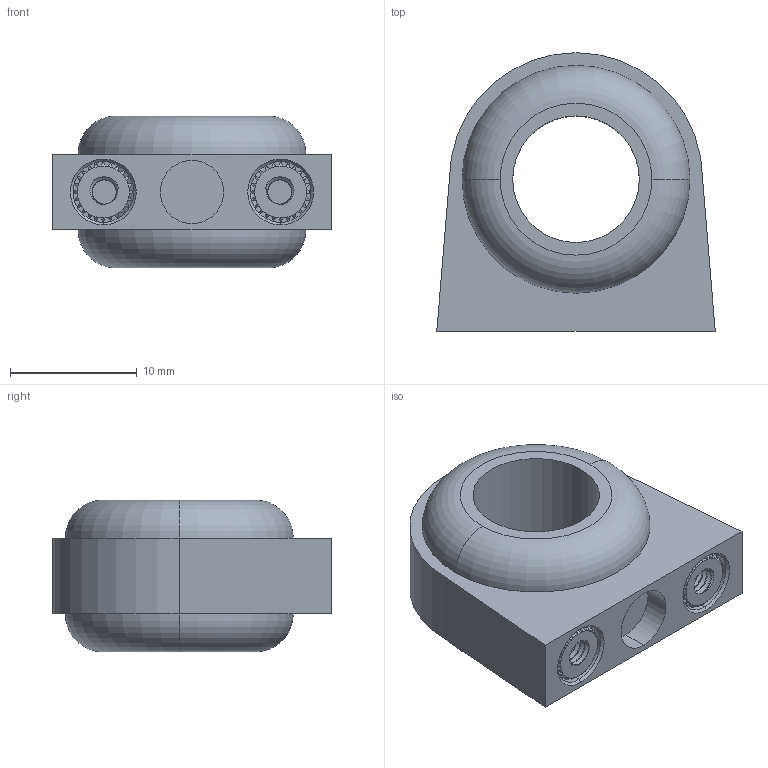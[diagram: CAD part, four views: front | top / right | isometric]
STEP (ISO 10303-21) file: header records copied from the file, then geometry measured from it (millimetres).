
FILE_DESCRIPTION (( 'STEP AP203' ), '1' );
FILE_NAME ('hanger_Predeterminado_sldprt.STEP', '2024-07-08T06:14:20', ( '' ), ( '' ), 'SwSTEP 2.0', 'SolidWorks 2024', '' );
FILE_SCHEMA (( 'CONFIG_CONTROL_DESIGN' ));
Length unit declared in the file: millimetre
Products named in the file (1): hanger_Predeterminado_sldprt
Bounding box: 22 x 22 x 12 mm (x, y, z)
Volume: 3117.3 mm3; surface area: 2813.6 mm2
Topology: 4 solids, 4 shells, 349 faces, 1094 edges, 756 vertices
Faces by surface type: plane 158, bspline 102, cylinder 81, cone 4, torus 4
Entity records: 18007 total; most frequent: CARTESIAN_POINT 9306, ORIENTED_EDGE 2188, DIRECTION 1248, EDGE_CURVE 1094, VERTEX_POINT 756, LINE 472, VECTOR 472, B_SPLINE_CURVE_WITH_KNOTS 444
